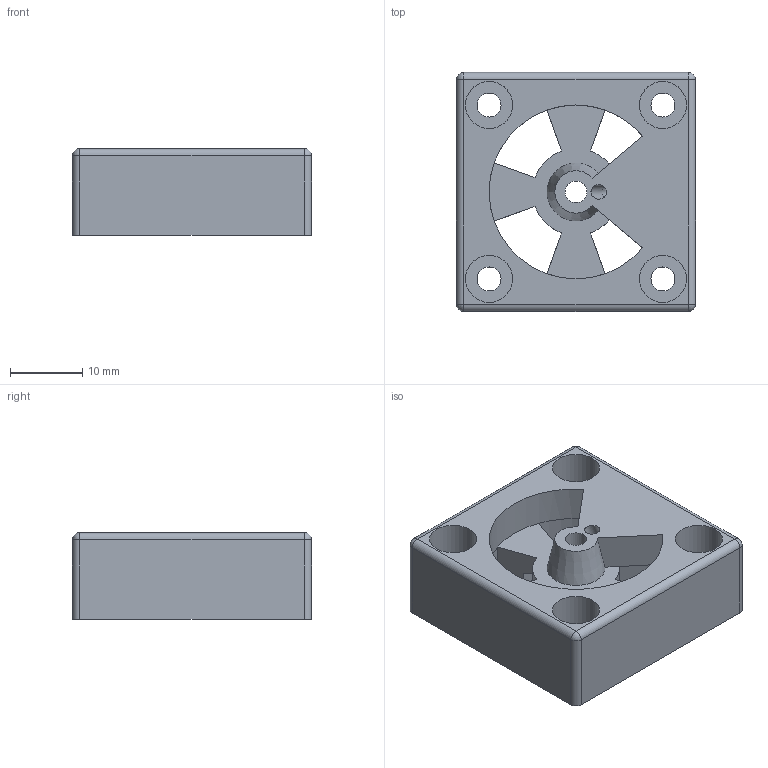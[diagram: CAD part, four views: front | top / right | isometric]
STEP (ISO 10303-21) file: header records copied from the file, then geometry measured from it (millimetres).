
FILE_DESCRIPTION(('FreeCAD Model'),'2;1');
FILE_NAME('Open CASCADE Shape Model','2023-09-10T10:21:56',(''),(''), 'Open CASCADE STEP processor 7.6','FreeCAD','Unknown');
FILE_SCHEMA(('AUTOMOTIVE_DESIGN { 1 0 10303 214 1 1 1 1 }'));
Length unit declared in the file: millimetre
Products named in the file (1): Body
Bounding box: 33 x 33 x 12 mm (x, y, z)
Volume: 8281.9 mm3; surface area: 5391.6 mm2
Topology: 1 solids, 1 shells, 63 faces, 168 edges, 100 vertices
Faces by surface type: cylinder 34, plane 21, sphere 4, cone 3, torus 1
Full cylindrical faces by diameter (mm): 2 x2, 3 x1, 3.3 x4, 4.3 x1, 6.5 x4
Entity records: 4177 total; most frequent: CARTESIAN_POINT 759, DIRECTION 676, LINE 373, VECTOR 373, ORIENTED_EDGE 328, PCURVE 328, DEFINITIONAL_REPRESENTATION 328, EDGE_CURVE 164
